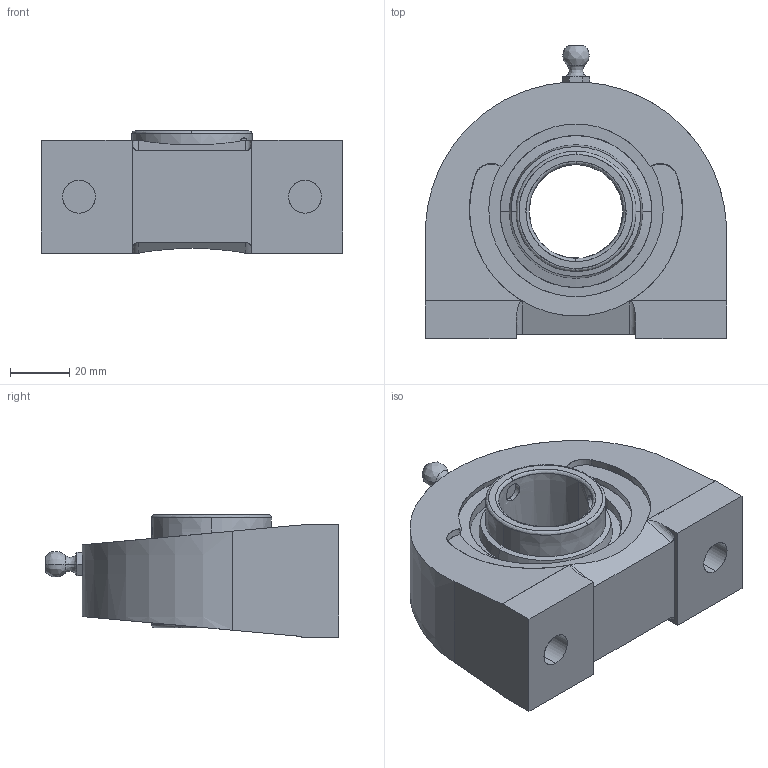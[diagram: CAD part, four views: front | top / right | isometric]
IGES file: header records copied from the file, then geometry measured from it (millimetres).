
Start section: SolidWorks IGES file using analytic representation for surfaces
Global section: file name: TBDEFAU0812131307085.igs; native system: SolidWorks 2017; preprocessor: SolidWorks 2017; author: partstream; date: 170812.130133; units: millimetre
Bounding box: 101.6 x 98.96 x 41.27 mm (x, y, z)
Surface area: 35493.6 mm2 (no closed solid volume)
Topology: 0 solids, 0 shells, 105 faces, 2215 edges, 2215 vertices
Faces by surface type: bspline 61, revolution 44
